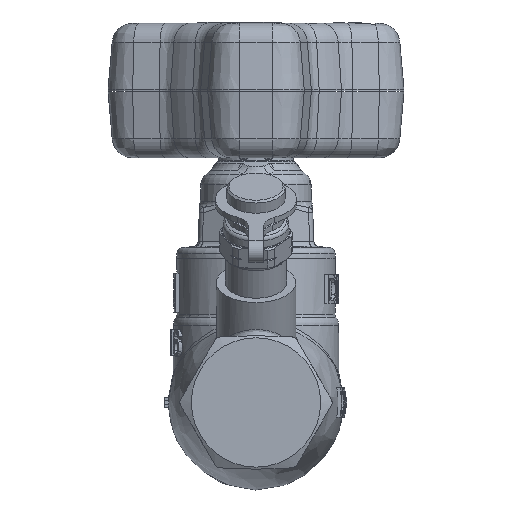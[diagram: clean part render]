
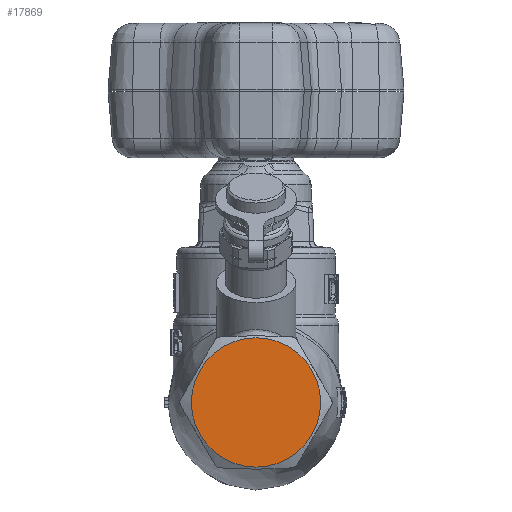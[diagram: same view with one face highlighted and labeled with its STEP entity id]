
A CAD part, left-side view. The second image highlights one B-rep face of the part: STEP entity #17869.
In plain terms, the highlighted planar face has unit normal (-1, 0, 0).
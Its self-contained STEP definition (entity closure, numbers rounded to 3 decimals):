
#13176=PLANE('',#41457);
#17869=ADVANCED_FACE('',(#19655),#13176,.F.);
#19655=FACE_OUTER_BOUND('',#21254,.T.);
#21254=EDGE_LOOP('',(#25747));
#22907=CIRCLE('',#41456,15.5);
#25747=ORIENTED_EDGE('',*,*,#35902,.T.);
#32746=VERTEX_POINT('',#59061);
#35902=EDGE_CURVE('',#32746,#32746,#22907,.T.);
#41456=AXIS2_PLACEMENT_3D('',#59060,#44479,#44480);
#41457=AXIS2_PLACEMENT_3D('',#59062,#44481,#44482);
#44479=DIRECTION('',(-1.,0.,0.));
#44480=DIRECTION('',(0.,0.,1.));
#44481=DIRECTION('',(1.,0.,0.));
#44482=DIRECTION('',(0.,0.,1.));
#59060=CARTESIAN_POINT('',(-50.,0.,0.));
#59061=CARTESIAN_POINT('',(-50.,0.,15.5));
#59062=CARTESIAN_POINT('',(-50.,0.,0.));
